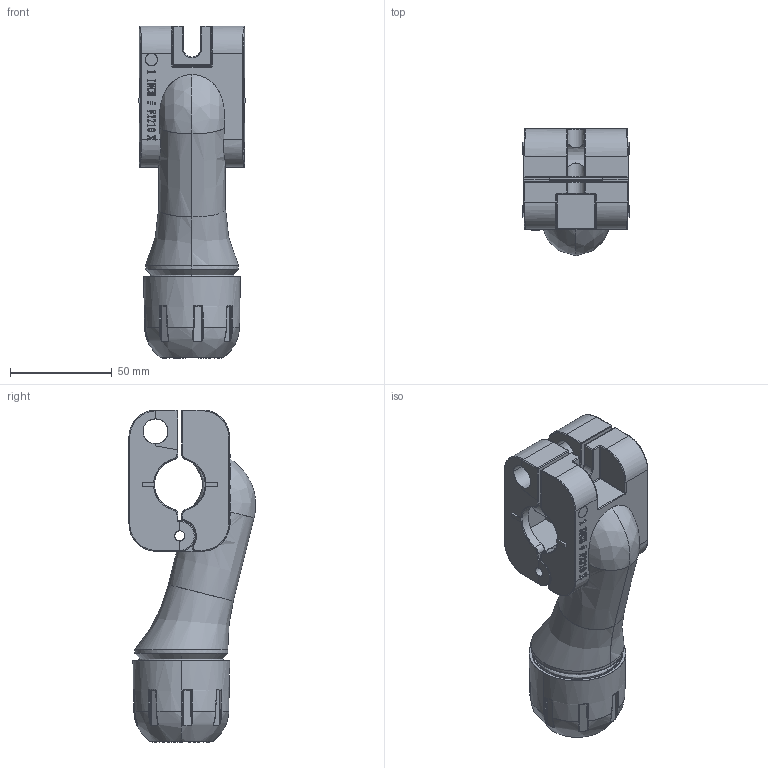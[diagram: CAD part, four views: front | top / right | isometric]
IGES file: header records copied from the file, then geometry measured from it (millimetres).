
Start section: SolidWorks IGES file using analytic representation for surfaces
Global section: file name: F2210.IGS; native system: SolidWorks 2018; preprocessor: SolidWorks 2018; author: andyr; date: 190730.082905; units: millimetre
Bounding box: 53 x 62.64 x 163.43 mm (x, y, z)
Surface area: 71877.6 mm2 (no closed solid volume)
Topology: 0 solids, 1 shells, 1477 faces, 15370 edges, 15280 vertices
Faces by surface type: bspline 1055, revolution 422
